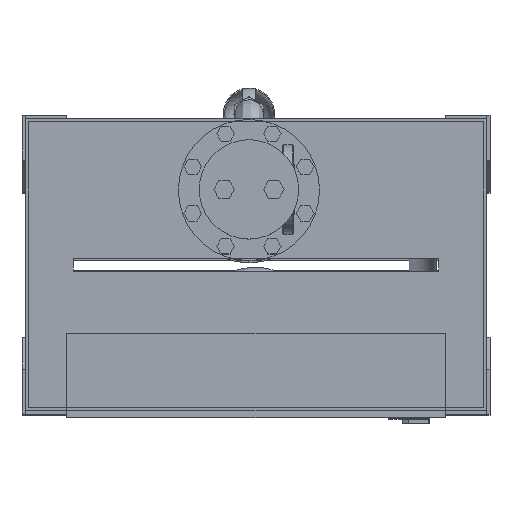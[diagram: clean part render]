
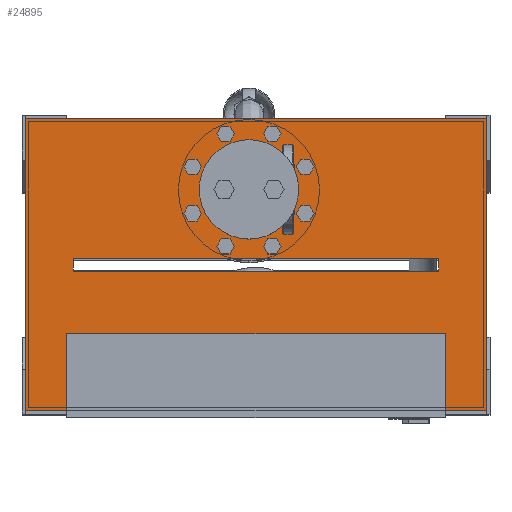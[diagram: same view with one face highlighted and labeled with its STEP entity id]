
A CAD part, top view. The second image highlights one B-rep face of the part: STEP entity #24895.
In plain terms, the highlighted planar face has unit normal (0, 0, 1).
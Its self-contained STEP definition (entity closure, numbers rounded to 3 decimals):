
#322=FACE_BOUND('',#4284,.T.);
#2610=FACE_OUTER_BOUND('',#4283,.T.);
#4283=EDGE_LOOP('',(#17710,#17711,#17712,#17713,#17714,#17715,#17716,#17717));
#4284=EDGE_LOOP('',(#17718,#17719,#17720,#17721));
#6577=LINE('',#37661,#8891);
#6580=LINE('',#37667,#8894);
#6584=LINE('',#37674,#8898);
#6594=LINE('',#37695,#8908);
#6597=LINE('',#37701,#8911);
#6599=LINE('',#37705,#8913);
#6601=LINE('',#37709,#8915);
#6603=LINE('',#37712,#8917);
#6604=LINE('',#37716,#8918);
#6607=LINE('',#37721,#8921);
#6609=LINE('',#37724,#8923);
#6610=LINE('',#37726,#8924);
#8891=VECTOR('',#30047,10.);
#8894=VECTOR('',#30052,10.);
#8898=VECTOR('',#30058,10.);
#8908=VECTOR('',#30072,10.);
#8911=VECTOR('',#30077,10.);
#8913=VECTOR('',#30081,10.);
#8915=VECTOR('',#30085,10.);
#8917=VECTOR('',#30089,10.);
#8918=VECTOR('',#30092,10.);
#8921=VECTOR('',#30097,10.);
#8923=VECTOR('',#30101,10.);
#8924=VECTOR('',#30104,10.);
#11103=VERTEX_POINT('',#37658);
#11104=VERTEX_POINT('',#37660);
#11106=VERTEX_POINT('',#37666);
#11108=VERTEX_POINT('',#37672);
#11117=VERTEX_POINT('',#37694);
#11118=VERTEX_POINT('',#37698);
#11119=VERTEX_POINT('',#37700);
#11120=VERTEX_POINT('',#37704);
#11121=VERTEX_POINT('',#37708);
#11122=VERTEX_POINT('',#37714);
#11123=VERTEX_POINT('',#37715);
#11124=VERTEX_POINT('',#37720);
#13674=EDGE_CURVE('',#11104,#11103,#6577,.T.);
#13677=EDGE_CURVE('',#11106,#11104,#6580,.T.);
#13681=EDGE_CURVE('',#11103,#11108,#6584,.T.);
#13691=EDGE_CURVE('',#11106,#11117,#6594,.T.);
#13694=EDGE_CURVE('',#11119,#11118,#6597,.T.);
#13696=EDGE_CURVE('',#11120,#11119,#6599,.T.);
#13698=EDGE_CURVE('',#11121,#11120,#6601,.T.);
#13700=EDGE_CURVE('',#11118,#11121,#6603,.T.);
#13701=EDGE_CURVE('',#11122,#11123,#6604,.T.);
#13704=EDGE_CURVE('',#11123,#11124,#6607,.T.);
#13706=EDGE_CURVE('',#11124,#11108,#6609,.T.);
#13707=EDGE_CURVE('',#11117,#11122,#6610,.T.);
#17710=ORIENTED_EDGE('',*,*,#13681,.T.);
#17711=ORIENTED_EDGE('',*,*,#13706,.F.);
#17712=ORIENTED_EDGE('',*,*,#13704,.F.);
#17713=ORIENTED_EDGE('',*,*,#13701,.F.);
#17714=ORIENTED_EDGE('',*,*,#13707,.F.);
#17715=ORIENTED_EDGE('',*,*,#13691,.F.);
#17716=ORIENTED_EDGE('',*,*,#13677,.T.);
#17717=ORIENTED_EDGE('',*,*,#13674,.T.);
#17718=ORIENTED_EDGE('',*,*,#13698,.T.);
#17719=ORIENTED_EDGE('',*,*,#13696,.T.);
#17720=ORIENTED_EDGE('',*,*,#13694,.T.);
#17721=ORIENTED_EDGE('',*,*,#13700,.T.);
#23744=PLANE('',#26716);
#24895=ADVANCED_FACE('',(#2610,#322),#23744,.T.);
#26716=AXIS2_PLACEMENT_3D('',#37727,#30105,#30106);
#30047=DIRECTION('',(1.,0.,0.));
#30052=DIRECTION('',(0.,1.,0.));
#30058=DIRECTION('',(0.,-1.,0.));
#30072=DIRECTION('',(-1.,0.,0.));
#30077=DIRECTION('',(0.,-1.,0.));
#30081=DIRECTION('',(1.,0.,0.));
#30085=DIRECTION('',(0.,1.,0.));
#30089=DIRECTION('',(-1.,0.,0.));
#30092=DIRECTION('',(1.,0.,0.));
#30097=DIRECTION('',(0.,-1.,0.));
#30101=DIRECTION('',(-1.,0.,0.));
#30104=DIRECTION('',(0.,1.,0.));
#30105=DIRECTION('center_axis',(0.,0.,1.));
#30106=DIRECTION('ref_axis',(1.,0.,0.));
#37658=CARTESIAN_POINT('',(295.,-108.,1110.));
#37660=CARTESIAN_POINT('',(-295.,-108.,1110.));
#37661=CARTESIAN_POINT('',(147.5,-108.,1110.));
#37666=CARTESIAN_POINT('',(-295.,-228.,1110.));
#37667=CARTESIAN_POINT('',(-295.,-111.,1110.));
#37672=CARTESIAN_POINT('',(295.,-228.,1110.));
#37674=CARTESIAN_POINT('',(295.,-171.,1110.));
#37694=CARTESIAN_POINT('',(-360.,-228.,1110.));
#37695=CARTESIAN_POINT('',(360.,-228.,1110.));
#37698=CARTESIAN_POINT('',(285.,-10.,1110.));
#37700=CARTESIAN_POINT('',(285.,10.,1110.));
#37701=CARTESIAN_POINT('',(285.,-62.,1110.));
#37704=CARTESIAN_POINT('',(-285.,10.,1110.));
#37705=CARTESIAN_POINT('',(142.5,10.,1110.));
#37708=CARTESIAN_POINT('',(-285.,-10.,1110.));
#37709=CARTESIAN_POINT('',(-285.,-52.,1110.));
#37712=CARTESIAN_POINT('',(-142.5,-10.,1110.));
#37714=CARTESIAN_POINT('',(-360.,228.,1110.));
#37715=CARTESIAN_POINT('',(360.,228.,1110.));
#37716=CARTESIAN_POINT('',(360.,228.,1110.));
#37720=CARTESIAN_POINT('',(360.,-228.,1110.));
#37721=CARTESIAN_POINT('',(360.,0.,1110.));
#37724=CARTESIAN_POINT('',(360.,-228.,1110.));
#37726=CARTESIAN_POINT('',(-360.,228.,1110.));
#37727=CARTESIAN_POINT('Origin',(0.,-114.,1110.));
